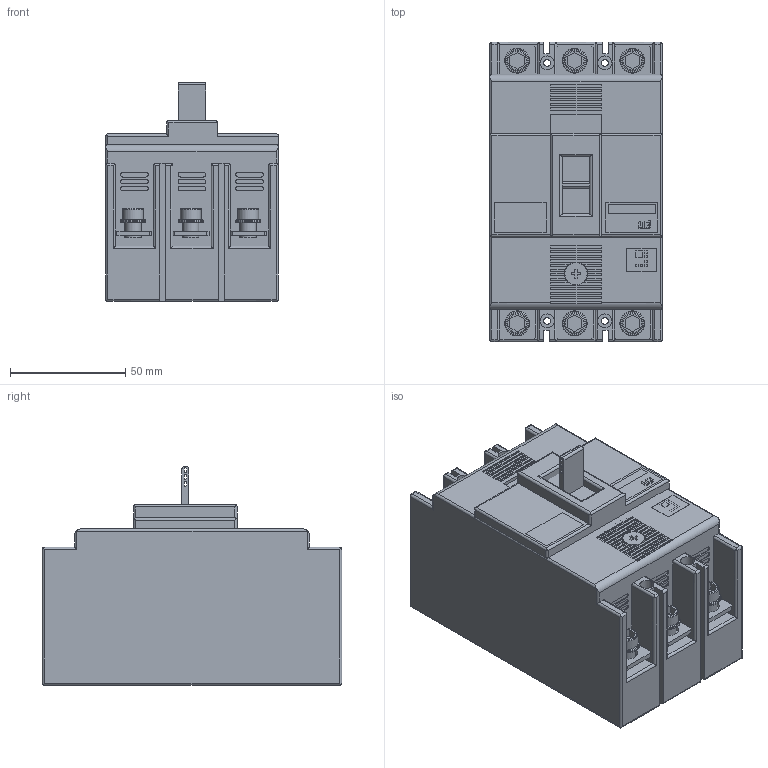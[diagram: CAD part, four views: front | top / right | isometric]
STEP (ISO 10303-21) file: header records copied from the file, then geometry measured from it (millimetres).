
FILE_DESCRIPTION((''),'2;1');
FILE_NAME('ETI_DRAWING_1_ASM','2019-08-12T',('marketing.praksa'),('Audax d.o.o.'),'CREO PARAMETRIC BY PTC INC, 2017480','CREO PARAMETRIC BY PTC INC, 2017480','');
FILE_SCHEMA(('AUTOMOTIVE_DESIGN { 1 0 10303 214 1 1 1 1 }'));
Length unit declared in the file: millimetre
Products named in the file (34): 1CC; 1D8; 24F; 263; 274; 288; 29C; 2B0; 2C4; 3CC; 409; 4E0; 50D; 511; 515; 53A; 549; 584; 590; 59C; 5A8; 5B4; 5D6; 655; 6A2; 6A6; 6AA; 6AE; 6B2; 6B6; 6BA; 6D0; PRODUCT_ASM; ETI_DRAWING_1_ASM
Assembly tree (33 placements, depth 3):
  ETI_DRAWING_1_ASM
    PRODUCT_ASM
      1CC
      1D8
      24F
      263
      274
      288
      29C
      2B0
      2C4
      3CC
      409
      4E0
      50D
      511
      515
      53A
      549
      584
      590
      59C
      5A8
      5B4
      5D6
      655
      6A2
      6A6
      6AA
      6AE
      6B2
      6B6
      6BA
      6D0
Bounding box: 75 x 130 x 95 mm (x, y, z)
Volume: 616254.7 mm3; surface area: 76390.2 mm2
Topology: 32 solids, 32 shells, 879 faces, 2229 edges, 1475 vertices
Faces by surface type: plane 561, cylinder 246, torus 72
Entity records: 36084 total; most frequent: CARTESIAN_POINT 5474, DIRECTION 4589, ORIENTED_EDGE 4458, PRESENTATION_STYLE_ASSIGNMENT 2261, STYLED_ITEM 2261, CURVE_STYLE 2229, EDGE_CURVE 2229, AXIS2_PLACEMENT_3D 1530
